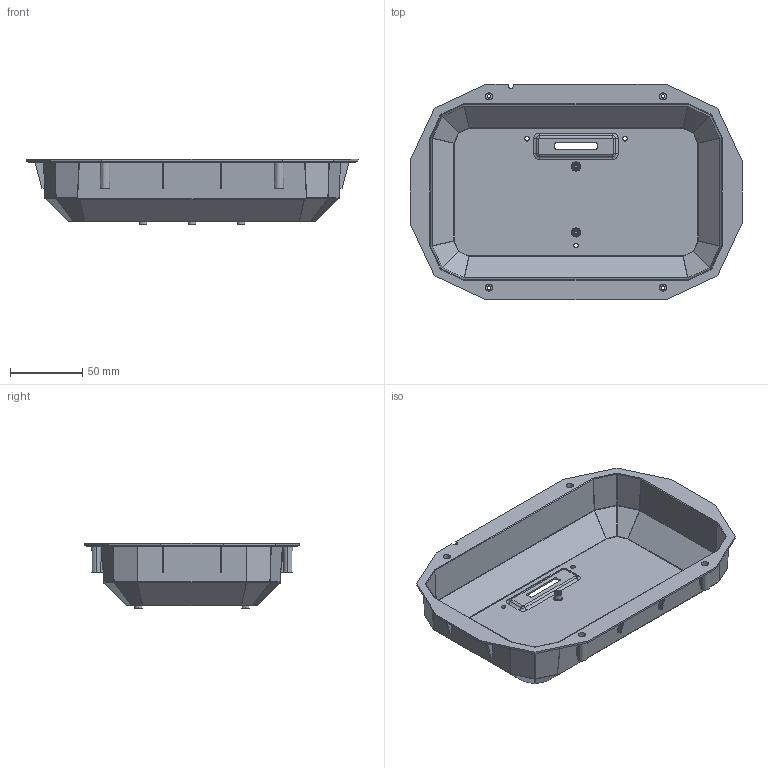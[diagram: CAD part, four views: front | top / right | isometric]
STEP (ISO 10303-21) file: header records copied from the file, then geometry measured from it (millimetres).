
FILE_DESCRIPTION (( 'STEP AP214' ), '1' );
FILE_NAME ('310-019543-REV-A.STEP', '2016-12-15T23:21:46', ( 'Aron Dahlgren' ), ( 'Synapse Product Development' ), 'SwSTEP 2.0', 'SolidWorks 2016', '' );
FILE_SCHEMA (( 'AUTOMOTIVE_DESIGN' ));
Length unit declared in the file: millimetre
Products named in the file (1): 310-019543-REV-A
Bounding box: 229.03 x 148.53 x 45 mm (x, y, z)
Volume: 97658.8 mm3; surface area: 102604.4 mm2
Topology: 1 solids, 1 shells, 463 faces, 1102 edges, 656 vertices
Faces by surface type: plane 162, cylinder 128, cone 69, sphere 52, torus 32, bspline 20
Entity records: 18530 total; most frequent: CARTESIAN_POINT 2868, DIRECTION 2336, ORIENTED_EDGE 2204, EDGE_CURVE 1102, AXIS2_PLACEMENT_3D 876, VERTEX_POINT 656, VECTOR 584, LINE 584
